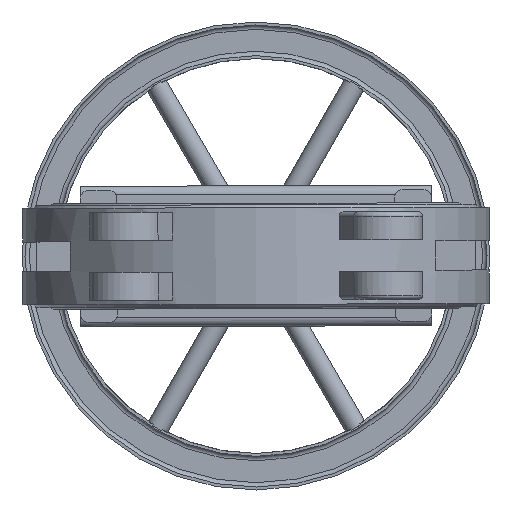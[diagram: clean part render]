
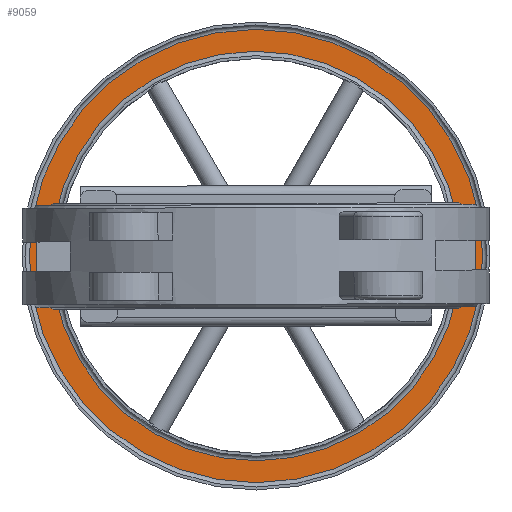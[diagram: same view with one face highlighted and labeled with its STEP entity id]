
A CAD part, front view. The second image highlights one B-rep face of the part: STEP entity #9059.
In plain terms, the highlighted planar face has unit normal (0, -1, 0).
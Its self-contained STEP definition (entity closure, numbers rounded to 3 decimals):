
#245=FACE_BOUND('',#1873,.T.);
#752=CIRCLE('',#10022,140.);
#753=CIRCLE('',#10024,155.);
#1326=FACE_OUTER_BOUND('',#1872,.T.);
#1872=EDGE_LOOP('',(#7636));
#1873=EDGE_LOOP('',(#7637));
#4099=VERTEX_POINT('',#16694);
#4100=VERTEX_POINT('',#16698);
#5294=EDGE_CURVE('',#4099,#4099,#752,.T.);
#5295=EDGE_CURVE('',#4100,#4100,#753,.T.);
#7636=ORIENTED_EDGE('',*,*,#5295,.F.);
#7637=ORIENTED_EDGE('',*,*,#5294,.T.);
#8165=PLANE('',#10023);
#9059=ADVANCED_FACE('',(#1326,#245),#8165,.T.);
#10022=AXIS2_PLACEMENT_3D('',#16696,#12160,#12161);
#10023=AXIS2_PLACEMENT_3D('',#16697,#12162,#12163);
#10024=AXIS2_PLACEMENT_3D('',#16699,#12164,#12165);
#12160=DIRECTION('center_axis',(0.,1.,0.));
#12161=DIRECTION('ref_axis',(1.,0.,0.));
#12162=DIRECTION('center_axis',(0.,-1.,0.));
#12163=DIRECTION('ref_axis',(0.,0.,-1.));
#12164=DIRECTION('center_axis',(0.,1.,0.));
#12165=DIRECTION('ref_axis',(1.,0.,0.));
#16694=CARTESIAN_POINT('',(0.,24.38,-140.));
#16696=CARTESIAN_POINT('Origin',(0.,24.38,0.));
#16697=CARTESIAN_POINT('Origin',(155.,24.38,0.));
#16698=CARTESIAN_POINT('',(0.,24.38,-155.));
#16699=CARTESIAN_POINT('Origin',(0.,24.38,0.));
